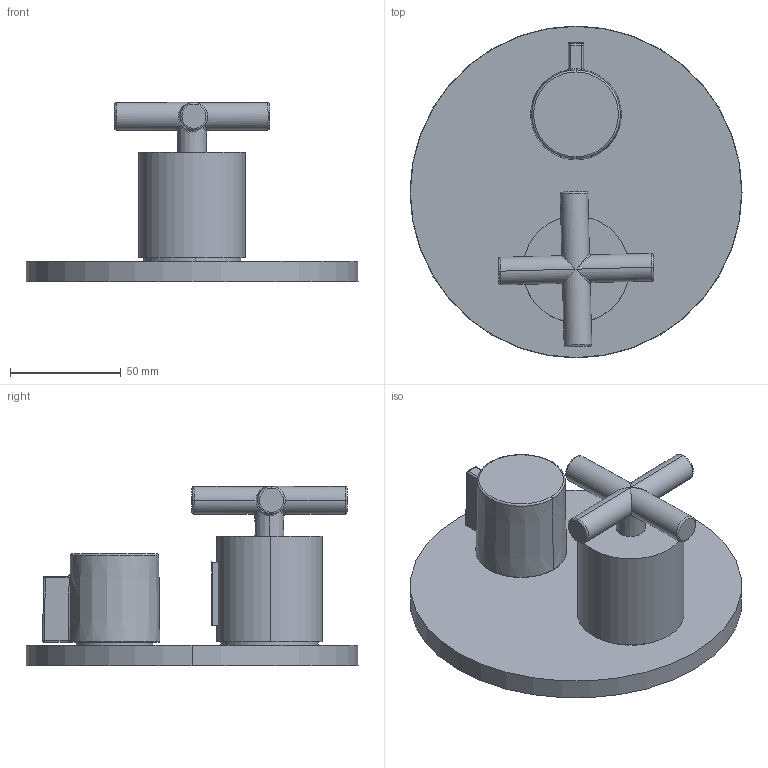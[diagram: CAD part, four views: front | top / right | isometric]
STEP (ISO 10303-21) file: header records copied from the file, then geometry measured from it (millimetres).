
FILE_DESCRIPTION (( 'STEP AP214' ), '1' );
FILE_NAME ('36427892.STEP', '2022-02-16T06:51:12', ( '' ), ( '' ), 'SwSTEP 2.0', 'SolidWorks 2020', '' );
FILE_SCHEMA (( 'AUTOMOTIVE_DESIGN' ));
Length unit declared in the file: millimetre
Products named in the file (8): Planungsmodell_Platte-+-09.11.02.242-1_K1; Planungsmodell_Rohr_gerade-+-28.568.780-10_ _K373_48x47,7; Planungsmodell_Griff-+-09.20.89.010.94-01_-_K1; 36427892; Planungsmodell_Griff-+-09.20.67.006-01_-_K1; Planungsmodell_Griff-+-04.17.33.015.00-1_K1_D48x47,7; Planungsmodell_Knopf-+-09.21.33.050.90-1; Planungsmodell_Rohr_gerade-+-28.568.780-10_ _K445_44x2
Assembly tree (7 placements, depth 3):
  36427892
    Planungsmodell_Platte-+-09.11.02.242-1_K1
    Planungsmodell_Griff-+-04.17.33.015.00-1_K1_D48x47,7
      Planungsmodell_Rohr_gerade-+-28.568.780-10_ _K373_48x47,7
      Planungsmodell_Knopf-+-09.21.33.050.90-1
    Planungsmodell_Griff-+-09.20.89.010.94-01_-_K1
    Planungsmodell_Griff-+-09.20.67.006-01_-_K1
    Planungsmodell_Rohr_gerade-+-28.568.780-10_ _K445_44x2
Bounding box: 150 x 150 x 80.95 mm (x, y, z)
Volume: 325901.7 mm3; surface area: 69039.9 mm2
Topology: 6 solids, 7 shells, 92 faces, 192 edges, 109 vertices
Faces by surface type: cylinder 26, plane 25, torus 14, bspline 12, cone 8, sphere 7
Entity records: 3528 total; most frequent: CARTESIAN_POINT 1360, DIRECTION 414, ORIENTED_EDGE 372, EDGE_CURVE 186, AXIS2_PLACEMENT_3D 180, VERTEX_POINT 109, EDGE_LOOP 93, FACE_OUTER_BOUND 92
